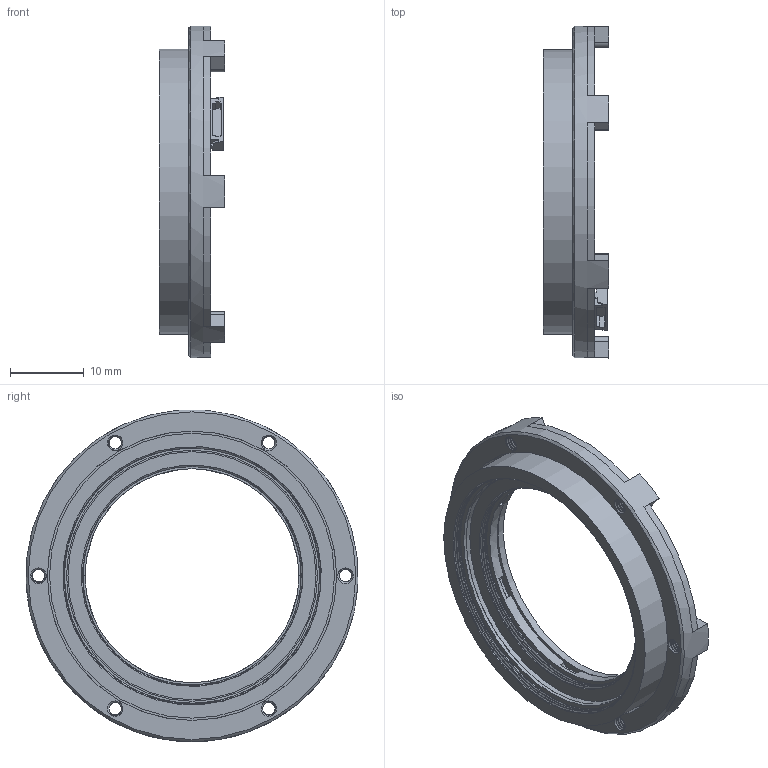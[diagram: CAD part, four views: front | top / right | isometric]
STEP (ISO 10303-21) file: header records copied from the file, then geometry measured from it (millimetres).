
FILE_DESCRIPTION (( 'STEP AP214' ), '1' );
FILE_NAME ('DPT-30-35-45H.step', '2024-12-08T15:48:54', ( '' ), ( '' ), 'SwSTEP 2.0', 'SolidWorks 2022', '' );
FILE_SCHEMA (( 'AUTOMOTIVE_DESIGN' ));
Length unit declared in the file: millimetre
Products named in the file (1): DPT-30-35-45H
Bounding box: 8.9 x 44.98 x 44.92 mm (x, y, z)
Volume: 3611.9 mm3; surface area: 7555.4 mm2
Topology: 9 solids, 9 shells, 601 faces, 1629 edges, 1077 vertices
Faces by surface type: plane 307, bspline 175, cylinder 102, cone 17
Full cylindrical faces by diameter (mm): 29 x1, 29.8 x1, 30.2 x1, 31.2 x3, 32.8 x3, 33.6 x1, 34 x1, 34.2 x1, 35.2 x1, 36.2 x3, 37.8 x3, 38.6 x1, 39.2 x1, 45 x1
Entity records: 32587 total; most frequent: CARTESIAN_POINT 15296, ORIENTED_EDGE 3150, DIRECTION 2313, EDGE_CURVE 1575, VERTEX_POINT 1060, VECTOR 919, LINE 919, EDGE_LOOP 697
